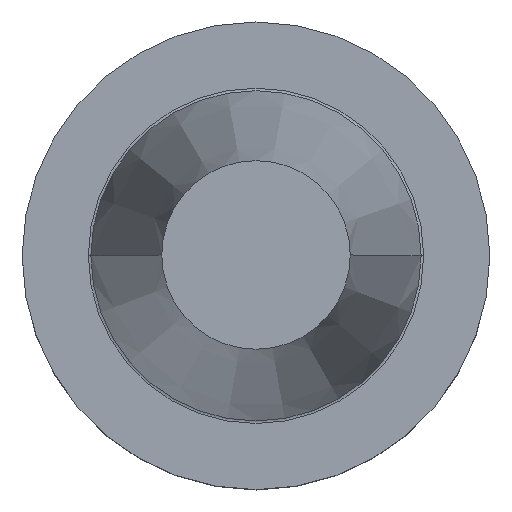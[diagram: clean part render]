
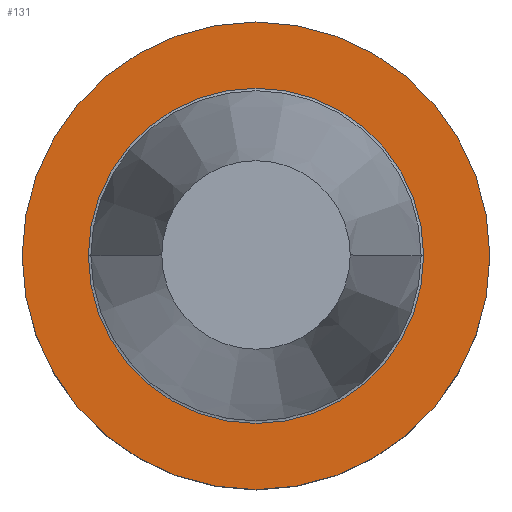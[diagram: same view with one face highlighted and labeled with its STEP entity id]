
A CAD part, top view. The second image highlights one B-rep face of the part: STEP entity #131.
In plain terms, the highlighted planar face has unit normal (0, 0, 1).
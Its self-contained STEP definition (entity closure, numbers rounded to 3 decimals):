
#65=PLANE('',#988);
#86=FACE_BOUND('',#256,.T.);
#87=FACE_BOUND('',#257,.T.);
#131=ADVANCED_FACE('',(#86,#87),#65,.F.);
#256=EDGE_LOOP('',(#427,#428));
#257=EDGE_LOOP('',(#429));
#300=CIRCLE('',#942,22.563);
#302=CIRCLE('',#945,22.563);
#316=CIRCLE('',#968,31.475);
#427=ORIENTED_EDGE('',*,*,#688,.T.);
#428=ORIENTED_EDGE('',*,*,#686,.T.);
#429=ORIENTED_EDGE('',*,*,#715,.F.);
#602=VERTEX_POINT('',#1327);
#605=VERTEX_POINT('',#1332);
#623=VERTEX_POINT('',#1390);
#686=EDGE_CURVE('',#602,#605,#300,.T.);
#688=EDGE_CURVE('',#605,#602,#302,.T.);
#715=EDGE_CURVE('',#623,#623,#316,.T.);
#942=AXIS2_PLACEMENT_3D('',#1333,#1067,#1068);
#945=AXIS2_PLACEMENT_3D('',#1336,#1073,#1074);
#968=AXIS2_PLACEMENT_3D('',#1389,#1132,#1133);
#988=AXIS2_PLACEMENT_3D('',#1420,#1175,#1176);
#1067=DIRECTION('',(0.,0.,-1.));
#1068=DIRECTION('',(-1.,0.,0.));
#1073=DIRECTION('',(0.,0.,-1.));
#1074=DIRECTION('',(-1.,0.,0.));
#1132=DIRECTION('',(0.,0.,-1.));
#1133=DIRECTION('',(-1.,0.,0.));
#1175=DIRECTION('',(0.,0.,-1.));
#1176=DIRECTION('',(1.,0.,0.));
#1327=CARTESIAN_POINT('',(-22.563,0.,-2.));
#1332=CARTESIAN_POINT('',(22.563,0.,-2.));
#1333=CARTESIAN_POINT('',(0.,0.,-2.));
#1336=CARTESIAN_POINT('',(0.,0.,-2.));
#1389=CARTESIAN_POINT('',(0.,0.,-2.));
#1390=CARTESIAN_POINT('',(-31.475,0.,-2.));
#1420=CARTESIAN_POINT('',(0.,31.475,-2.));
